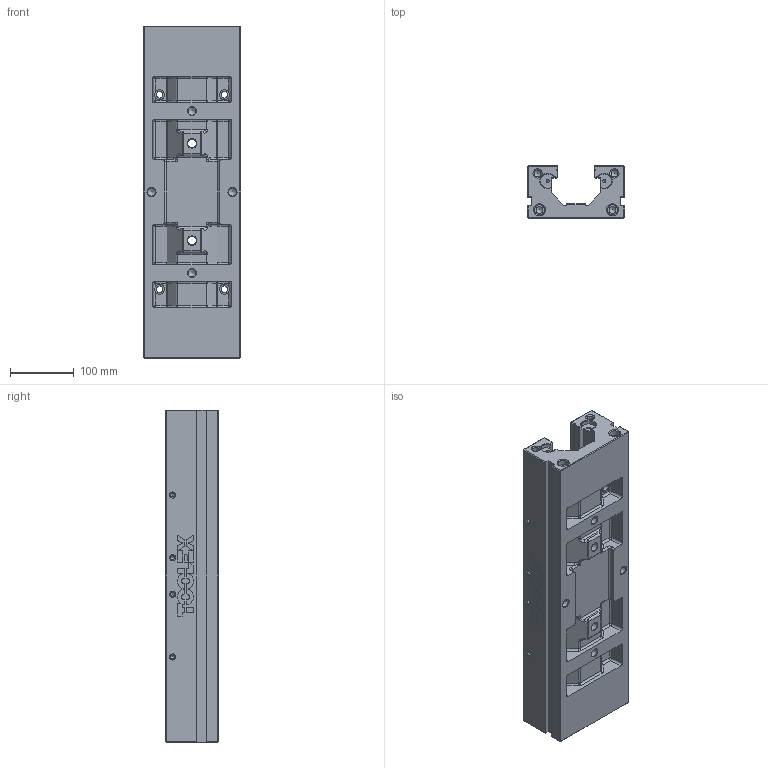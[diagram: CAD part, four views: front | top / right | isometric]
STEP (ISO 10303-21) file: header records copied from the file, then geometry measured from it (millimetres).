
FILE_DESCRIPTION(/* description */ (''),/* implementation_level */ '2;1');
FILE_NAME(/* name */ 'RWS6002.stp',/* time_stamp */ '2021-04-01T13:56:00-04:00',/* author */ ('slane'),/* organization */ (''),/* preprocessor_version */ 'ST-DEVELOPER v18',/* originating_system */ 'Autodesk Inventor 2020',/* authorisation */ '');
FILE_SCHEMA (('AUTOMOTIVE_DESIGN { 1 0 10303 214 3 1 1 }'));
Products named in the file (3): RWS6002; RWS6543; RWS4010T
Assembly tree (2 placements, depth 2):
  RWS6002
    RWS6543
    RWS4010T
Bounding box: 152.4 x 82.55 x 520.7 mm (x, y, z)
Volume: 3719296.1 mm3; surface area: 423671.3 mm2
Topology: 2 solids, 2 shells, 2169 faces, 5882 edges, 3829 vertices
Faces by surface type: plane 1208, bspline 548, cylinder 298, cone 71, sphere 36, torus 8
Full cylindrical faces by diameter (mm): 3.264 x2, 3.962 x1, 4.064 x2, 4.851 x1, 4.978 x4, 6.401 x8, 10.312 x4, 10.592 x8, 12.713 x4, 13.487 x2, 15.088 x4, 15.875 x8, 19.177 x2, 19.837 x2, 28.562 x2
Entity records: 70813 total; most frequent: CARTESIAN_POINT 19284, ORIENTED_EDGE 11610, DIRECTION 8759, EDGE_CURVE 5805, LINE 3975, VECTOR 3975, VERTEX_POINT 3829, AXIS2_PLACEMENT_3D 2392
